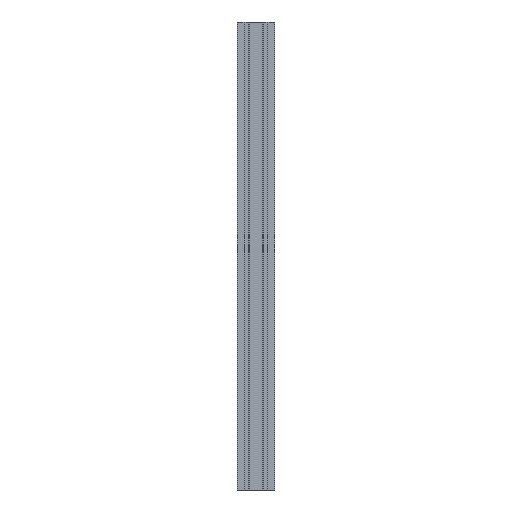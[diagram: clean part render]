
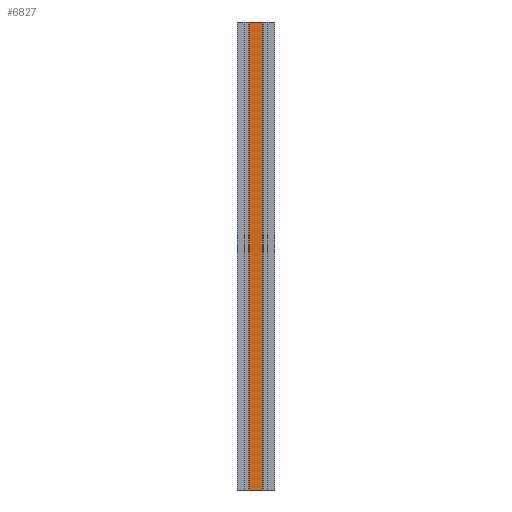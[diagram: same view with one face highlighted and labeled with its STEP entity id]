
A CAD part, left-side view. The second image highlights one B-rep face of the part: STEP entity #6827.
In plain terms, the highlighted planar face has unit normal (-1, 0, 0).
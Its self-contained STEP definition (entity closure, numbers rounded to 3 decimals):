
#374 = VERTEX_POINT ( 'NONE', #2650 ) ;
#623 = VECTOR ( 'NONE', #3173, 1000. ) ;
#792 = VECTOR ( 'NONE', #2291, 1000. ) ;
#809 = LINE ( 'NONE', #3735, #2808 ) ;
#1058 = FACE_OUTER_BOUND ( 'NONE', #6092, .T. ) ;
#1093 = ORIENTED_EDGE ( 'NONE', *, *, #2872, .F. ) ;
#1516 = EDGE_CURVE ( 'NONE', #6975, #374, #8084, .T. ) ;
#2291 = DIRECTION ( 'NONE',  ( 0., 0., -1. ) ) ;
#2499 = LINE ( 'NONE', #3843, #623 ) ;
#2650 = CARTESIAN_POINT ( 'NONE',  ( -20., -5.4, 1000. ) ) ;
#2808 = VECTOR ( 'NONE', #4367, 1000. ) ;
#2872 = EDGE_CURVE ( 'NONE', #3273, #3424, #2499, .T. ) ;
#3173 = DIRECTION ( 'NONE',  ( 0., 1., 0. ) ) ;
#3273 = VERTEX_POINT ( 'NONE', #6099 ) ;
#3424 = VERTEX_POINT ( 'NONE', #4177 ) ;
#3735 = CARTESIAN_POINT ( 'NONE',  ( -20., -34.6, 1000. ) ) ;
#3843 = CARTESIAN_POINT ( 'NONE',  ( -20., 0., 0. ) ) ;
#4153 = ORIENTED_EDGE ( 'NONE', *, *, #7103, .T. ) ;
#4177 = CARTESIAN_POINT ( 'NONE',  ( -20., -5.4, 0. ) ) ;
#4367 = DIRECTION ( 'NONE',  ( 0., 0., -1. ) ) ;
#5585 = CARTESIAN_POINT ( 'NONE',  ( -20., -34.6, 1000. ) ) ;
#5643 = ORIENTED_EDGE ( 'NONE', *, *, #5758, .F. ) ;
#5758 = EDGE_CURVE ( 'NONE', #6975, #3273, #809, .T. ) ;
#5922 = DIRECTION ( 'NONE',  ( 0., 1., 0. ) ) ;
#6015 = PLANE ( 'NONE',  #7119 ) ;
#6092 = EDGE_LOOP ( 'NONE', ( #1093, #5643, #9296, #4153 ) ) ;
#6099 = CARTESIAN_POINT ( 'NONE',  ( -20., -34.6, 0. ) ) ;
#6157 = DIRECTION ( 'NONE',  ( 0., 0., 1. ) ) ;
#6827 = ADVANCED_FACE ( 'NONE', ( #1058 ), #6015, .T. ) ;
#6975 = VERTEX_POINT ( 'NONE', #5585 ) ;
#7103 = EDGE_CURVE ( 'NONE', #374, #3424, #7349, .T. ) ;
#7119 = AXIS2_PLACEMENT_3D ( 'NONE', #8990, #8364, #6157 ) ;
#7349 = LINE ( 'NONE', #8881, #792 ) ;
#8084 = LINE ( 'NONE', #8807, #8948 ) ;
#8364 = DIRECTION ( 'NONE',  ( -1., 0., 0. ) ) ;
#8807 = CARTESIAN_POINT ( 'NONE',  ( -20., 0., 1000. ) ) ;
#8881 = CARTESIAN_POINT ( 'NONE',  ( -20., -5.4, 1000. ) ) ;
#8948 = VECTOR ( 'NONE', #5922, 1000. ) ;
#8990 = CARTESIAN_POINT ( 'NONE',  ( -20., 0., 1000. ) ) ;
#9296 = ORIENTED_EDGE ( 'NONE', *, *, #1516, .T. ) ;
